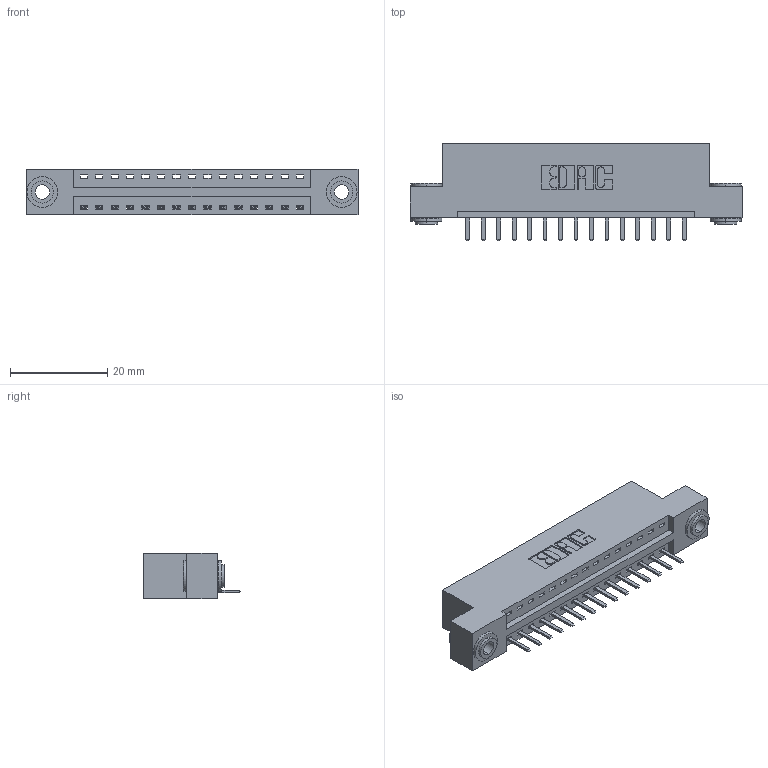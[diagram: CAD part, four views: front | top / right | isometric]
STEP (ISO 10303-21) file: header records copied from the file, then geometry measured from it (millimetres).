
FILE_DESCRIPTION (( 'STEP AP203' ), '1' );
FILE_NAME ('346-015-520-103.STEP', '2018-08-20T02:26:21', ( '' ), ( '' ), 'SwSTEP 2.0', 'SolidWorks 2016', '' );
FILE_SCHEMA (( 'CONFIG_CONTROL_DESIGN' ));
Length unit declared in the file: inch
Products named in the file (4): 345-250-002_345-250-002-102; 346-015-520-103; 346 Part_Flush Mounting Lugs - 0.156 Dia-TH; 345-292-001_345-293-120
Assembly tree (18 placements, depth 2):
  346-015-520-103
    346 Part_Flush Mounting Lugs - 0.156 Dia-TH
    345-292-001_345-293-120  x15
    345-250-002_345-250-002-102  x2
Bounding box: 68.2 x 20.02 x 9.4 mm (x, y, z)
Volume: 6318.4 mm3; surface area: 7680.9 mm2
Topology: 18 solids, 18 shells, 1090 faces, 3165 edges, 2066 vertices
Faces by surface type: plane 716, cylinder 366, cone 8
Entity records: 13708 total; most frequent: CARTESIAN_POINT 2348, ORIENTED_EDGE 2278, DIRECTION 2123, EDGE_CURVE 1139, VECTOR 919, LINE 919, VERTEX_POINT 754, AXIS2_PLACEMENT_3D 602
